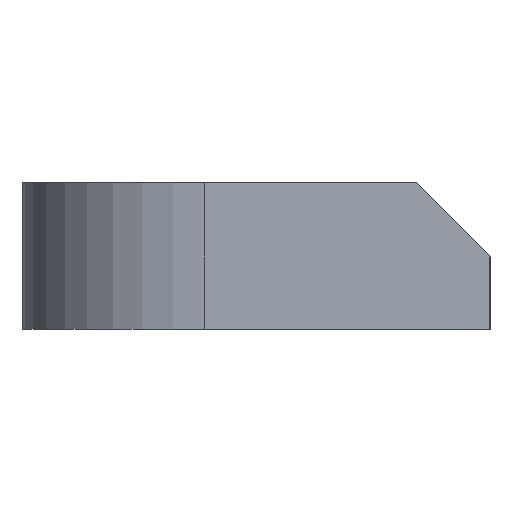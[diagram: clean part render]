
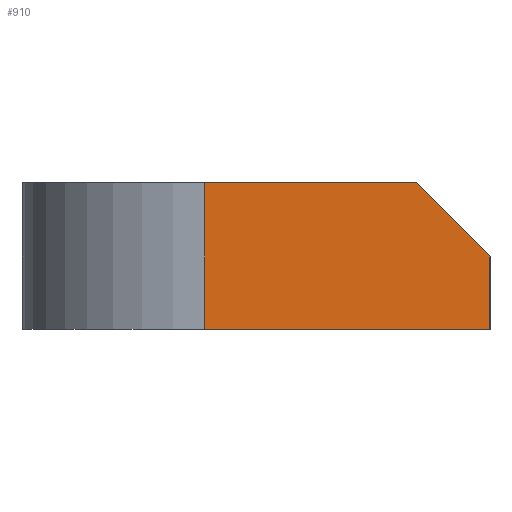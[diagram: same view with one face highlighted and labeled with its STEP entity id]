
A CAD part, left-side view. The second image highlights one B-rep face of the part: STEP entity #910.
In plain terms, the highlighted planar face has unit normal (-1, 0, 0).
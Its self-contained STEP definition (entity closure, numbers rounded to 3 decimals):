
#25 = EDGE_CURVE ( 'NONE', #854, #118, #454, .T. ) ;
#32 = CARTESIAN_POINT ( 'NONE',  ( -36.4, 0.7, 0. ) ) ;
#68 = ORIENTED_EDGE ( 'NONE', *, *, #522, .F. ) ;
#73 = DIRECTION ( 'NONE',  ( 0., 0., 1. ) ) ;
#86 = CARTESIAN_POINT ( 'NONE',  ( -36.4, -3.2, 1. ) ) ;
#102 = LINE ( 'NONE', #470, #848 ) ;
#104 = CARTESIAN_POINT ( 'NONE',  ( -36.4, 0.7, 0. ) ) ;
#118 = VERTEX_POINT ( 'NONE', #32 ) ;
#122 = DIRECTION ( 'NONE',  ( 0., -1., 0. ) ) ;
#123 = VECTOR ( 'NONE', #593, 1000. ) ;
#136 = LINE ( 'NONE', #920, #641 ) ;
#148 = PLANE ( 'NONE',  #280 ) ;
#167 = CARTESIAN_POINT ( 'NONE',  ( -36.4, -3.2, 0. ) ) ;
#191 = DIRECTION ( 'NONE',  ( 0., 0., -1. ) ) ;
#204 = LINE ( 'NONE', #86, #271 ) ;
#205 = CARTESIAN_POINT ( 'NONE',  ( -36.4, -3.2, 1. ) ) ;
#271 = VECTOR ( 'NONE', #588, 1000. ) ;
#280 = AXIS2_PLACEMENT_3D ( 'NONE', #284, #718, #73 ) ;
#284 = CARTESIAN_POINT ( 'NONE',  ( -36.4, 0., 0. ) ) ;
#286 = VERTEX_POINT ( 'NONE', #566 ) ;
#445 = EDGE_LOOP ( 'NONE', ( #795, #502, #68, #913, #620 ) ) ;
#454 = LINE ( 'NONE', #104, #500 ) ;
#470 = CARTESIAN_POINT ( 'NONE',  ( -36.4, -3.2, 0. ) ) ;
#500 = VECTOR ( 'NONE', #191, 1000. ) ;
#502 = ORIENTED_EDGE ( 'NONE', *, *, #25, .T. ) ;
#519 = CARTESIAN_POINT ( 'NONE',  ( -36.4, -3.2, 0. ) ) ;
#522 = EDGE_CURVE ( 'NONE', #587, #118, #675, .T. ) ;
#533 = FACE_OUTER_BOUND ( 'NONE', #445, .T. ) ;
#542 = DIRECTION ( 'NONE',  ( 0., 0., -1. ) ) ;
#566 = CARTESIAN_POINT ( 'NONE',  ( -36.4, -2.2, 2. ) ) ;
#573 = CARTESIAN_POINT ( 'NONE',  ( -36.4, 0.7, 2. ) ) ;
#587 = VERTEX_POINT ( 'NONE', #519 ) ;
#588 = DIRECTION ( 'NONE',  ( 0., -0.707, -0.707 ) ) ;
#593 = DIRECTION ( 'NONE',  ( 0., 1., 0. ) ) ;
#614 = EDGE_CURVE ( 'NONE', #633, #587, #102, .T. ) ;
#620 = ORIENTED_EDGE ( 'NONE', *, *, #929, .F. ) ;
#624 = EDGE_CURVE ( 'NONE', #854, #286, #136, .T. ) ;
#633 = VERTEX_POINT ( 'NONE', #205 ) ;
#641 = VECTOR ( 'NONE', #122, 1000. ) ;
#675 = LINE ( 'NONE', #167, #123 ) ;
#718 = DIRECTION ( 'NONE',  ( -1., 0., 0. ) ) ;
#795 = ORIENTED_EDGE ( 'NONE', *, *, #624, .F. ) ;
#848 = VECTOR ( 'NONE', #542, 1000. ) ;
#854 = VERTEX_POINT ( 'NONE', #573 ) ;
#910 = ADVANCED_FACE ( 'NONE', ( #533 ), #148, .T. ) ;
#913 = ORIENTED_EDGE ( 'NONE', *, *, #614, .F. ) ;
#920 = CARTESIAN_POINT ( 'NONE',  ( -36.4, -1.2, 2. ) ) ;
#929 = EDGE_CURVE ( 'NONE', #286, #633, #204, .T. ) ;
